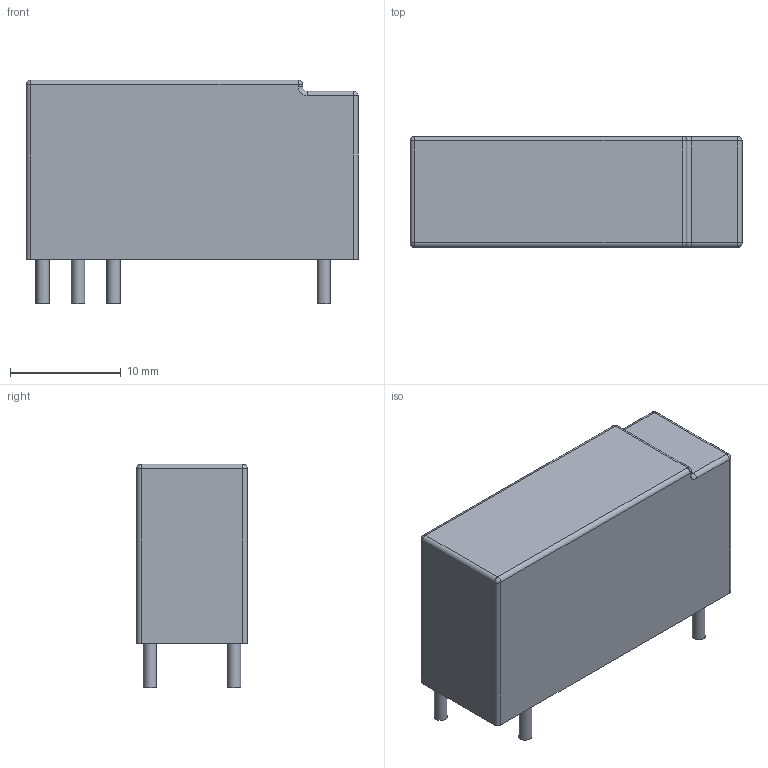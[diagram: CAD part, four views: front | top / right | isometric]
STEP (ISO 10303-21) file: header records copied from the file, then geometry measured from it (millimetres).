
FILE_DESCRIPTION(('FreeCAD Model'),'2;1');
FILE_NAME( 'RM96-1011-35-1009.step', '2016-02-09T19:51:42',('Author'),(''), 'Open CASCADE STEP processor 6.9','FreeCAD','Unknown');
FILE_SCHEMA(('AUTOMOTIVE_DESIGN { 1 0 10303 214 1 1 1 1 }'));
Length unit declared in the file: millimetre
Products named in the file (1): Fusion001
Bounding box: 30 x 10 x 20.2 mm (x, y, z)
Volume: 4827.7 mm3; surface area: 1933 mm2
Topology: 1 solids, 1 shells, 40 faces, 83 edges, 44 vertices
Faces by surface type: cylinder 19, plane 13, sphere 6, torus 2
Full cylindrical faces by diameter (mm): 1.2 x5
Entity records: 2292 total; most frequent: CARTESIAN_POINT 396, DIRECTION 313, ORIENTED_EDGE 154, PCURVE 154, DEFINITIONAL_REPRESENTATION 154, LINE 143, VECTOR 143, AXIS2_PLACEMENT_3D 81
